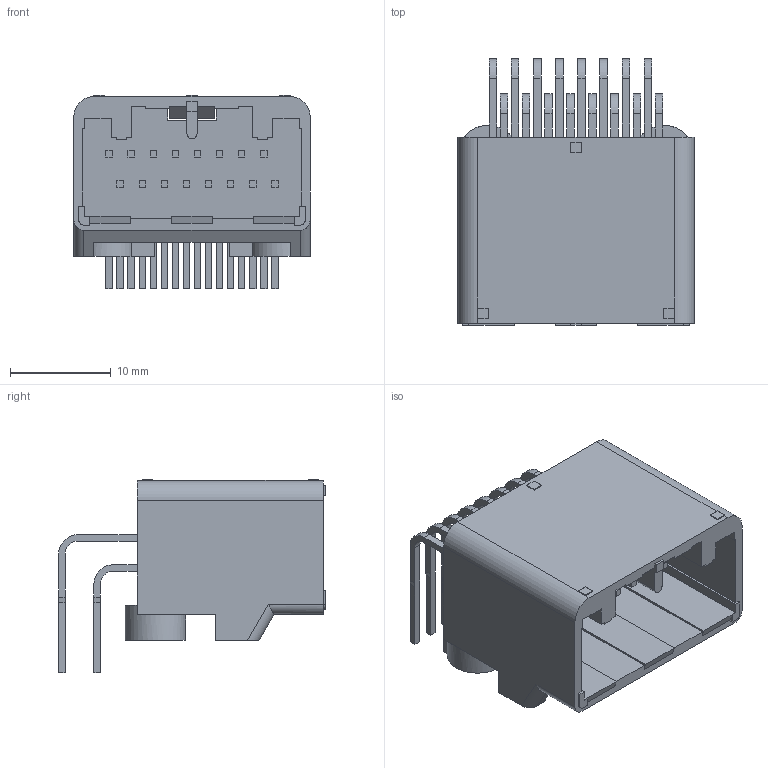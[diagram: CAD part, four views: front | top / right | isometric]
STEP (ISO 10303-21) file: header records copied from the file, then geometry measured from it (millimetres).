
FILE_DESCRIPTION(/* description */ ('STEP AP203'),/* implementation_level */ '2;1');
FILE_NAME(/* name */ 'JAE MX34016NF1.step',/* time_stamp */ '2025-11-14T04:36:36Z',/* author */ (''),/* organization */ (''),/* preprocessor_version */ 'ST-DEVELOPER v20.1',/* originating_system */ 'Autodesk Translation Framework v14.17.0.0',/* authorisation */ '');
FILE_SCHEMA (('AUTOMOTIVE_DESIGN { 1 0 10303 214 3 1 1 }'));
Length unit declared in the file: millimetre
Products named in the file (1): K3D-MX34016NF1-V3_JAE_Proprietary
Bounding box: 23.5 x 26.52 x 19.2 mm (x, y, z)
Volume: 2988.6 mm3; surface area: 4620.9 mm2
Topology: 1 solids, 1 shells, 425 faces, 1155 edges, 766 vertices
Faces by surface type: plane 380, cylinder 45
Full cylindrical faces by diameter (mm): 2.35 x2
Entity records: 13530 total; most frequent: CARTESIAN_POINT 2347, ORIENTED_EDGE 2310, DIRECTION 2101, EDGE_CURVE 1155, LINE 1061, VECTOR 1061, VERTEX_POINT 766, AXIS2_PLACEMENT_3D 520
